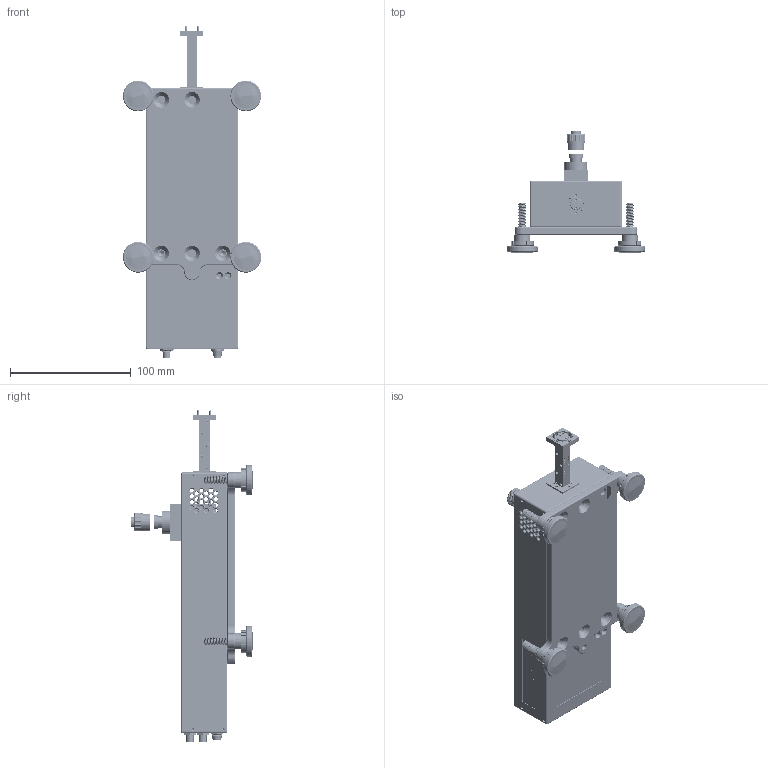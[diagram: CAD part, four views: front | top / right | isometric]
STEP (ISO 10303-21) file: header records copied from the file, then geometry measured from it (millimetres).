
FILE_DESCRIPTION(/* description */ ('VDI1.5VNAXTXRXM-20A with Feet'),/* implementation_level */ '2;1');
FILE_NAME(/* name */ 'VDI1.5VNAXTXRXM-20A_SW with Feet.stp',/* time_stamp */ '2024-10-14T11:21:39-04:00',/* author */ ('sboelens'),/* organization */ (''),/* preprocessor_version */ 'ST-DEVELOPER v20',/* originating_system */ 'Autodesk Inventor 2025',/* authorisation */ '');
FILE_SCHEMA (('AUTOMOTIVE_DESIGN { 1 0 10303 214 3 1 1 }'));
Products named in the file (1): VDI1.5VNAXTXRXM-20A with Feet
Bounding box: 114.28 x 101.22 x 274.5 mm (x, y, z)
Volume: 261317.9 mm3; surface area: 141270.9 mm2
Topology: 3 solids, 3 shells, 5825 faces, 15225 edges, 9658 vertices
Faces by surface type: plane 3046, cylinder 1380, bspline 1059, cone 291, torus 36, sphere 13
Full cylindrical faces by diameter (mm): 1.181 x10, 1.537 x3, 1.549 x4, 1.562 x10, 1.613 x8, 1.694 x4, 2 x9, 2.156 x14, 2.159 x8, 2.241 x2, 2.438 x17, 2.642 x10, 3.175 x48, 3.2 x4, 3.277 x18, 3.556 x12, 3.81 x29, 4.496 x8, 4.978 x12, 5.7 x1, 6.223 x8, 6.35 x54, 6.756 x6, 7.29 x1, 7.938 x1, 8.382 x1, 8.6 x1, 9.5 x1, 9.58 x1, 10.55 x1
Entity records: 285969 total; most frequent: CARTESIAN_POINT 144820, ORIENTED_EDGE 30354, DIRECTION 24689, EDGE_CURVE 15177, VERTEX_POINT 9658, AXIS2_PLACEMENT_3D 8286, LINE 8117, VECTOR 8117
